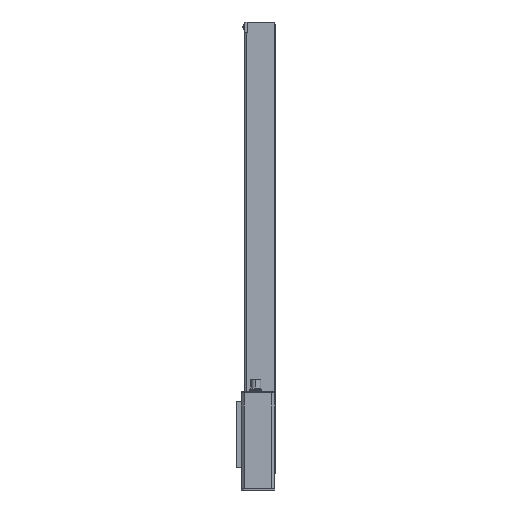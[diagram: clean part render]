
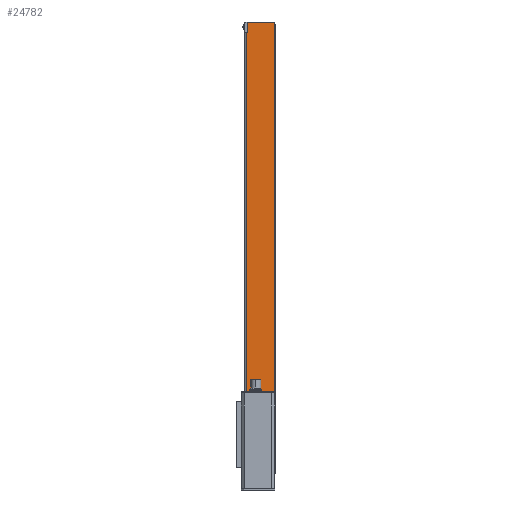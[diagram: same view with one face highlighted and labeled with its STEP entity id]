
A CAD part, left-side view. The second image highlights one B-rep face of the part: STEP entity #24782.
In plain terms, the highlighted planar face has unit normal (-1, 0, 0).
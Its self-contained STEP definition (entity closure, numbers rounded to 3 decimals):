
#512 = CARTESIAN_POINT ( 'NONE',  ( -51.27, -19., 564.2 ) ) ;
#1661 = EDGE_CURVE ( 'NONE', #23393, #21968, #4344, .T. ) ;
#1671 = VECTOR ( 'NONE', #25468, 1000. ) ;
#2882 = ORIENTED_EDGE ( 'NONE', *, *, #20980, .T. ) ;
#3115 = CARTESIAN_POINT ( 'NONE',  ( -51.27, -21., 562.2 ) ) ;
#3515 = FACE_OUTER_BOUND ( 'NONE', #9736, .T. ) ;
#3541 = ORIENTED_EDGE ( 'NONE', *, *, #6084, .F. ) ;
#3808 = CARTESIAN_POINT ( 'NONE',  ( -51.27, -21., 608.673 ) ) ;
#3978 = CARTESIAN_POINT ( 'NONE',  ( -51.27, -21., 12. ) ) ;
#4142 = VECTOR ( 'NONE', #5874, 1000. ) ;
#4344 = CIRCLE ( 'NONE', #12408, 2. ) ;
#5409 = VERTEX_POINT ( 'NONE', #16086 ) ;
#5874 = DIRECTION ( 'NONE',  ( 0., 1., 0. ) ) ;
#6084 = EDGE_CURVE ( 'NONE', #7989, #20468, #13204, .T. ) ;
#6598 = DIRECTION ( 'NONE',  ( 0., -1., 0. ) ) ;
#6795 = ORIENTED_EDGE ( 'NONE', *, *, #7888, .F. ) ;
#7009 = ORIENTED_EDGE ( 'NONE', *, *, #26434, .T. ) ;
#7014 = CARTESIAN_POINT ( 'NONE',  ( -51.27, -19., 562.2 ) ) ;
#7542 = VECTOR ( 'NONE', #6598, 1000. ) ;
#7888 = EDGE_CURVE ( 'NONE', #22307, #21968, #16758, .T. ) ;
#7989 = VERTEX_POINT ( 'NONE', #10130 ) ;
#8524 = DIRECTION ( 'NONE',  ( 0., 0., -1. ) ) ;
#8741 = EDGE_CURVE ( 'NONE', #7989, #5409, #20066, .T. ) ;
#9560 = CARTESIAN_POINT ( 'NONE',  ( -51.27, 13., 552. ) ) ;
#9736 = EDGE_LOOP ( 'NONE', ( #26594, #10661, #6795, #7009, #3541, #13345, #27607, #2882, #24061 ) ) ;
#9960 = CARTESIAN_POINT ( 'NONE',  ( -51.27, 14.125, 552. ) ) ;
#10130 = CARTESIAN_POINT ( 'NONE',  ( -51.27, 11., 564.2 ) ) ;
#10265 = CARTESIAN_POINT ( 'NONE',  ( -51.27, -19., 12. ) ) ;
#10661 = ORIENTED_EDGE ( 'NONE', *, *, #1661, .T. ) ;
#10748 = VERTEX_POINT ( 'NONE', #22820 ) ;
#11374 = DIRECTION ( 'NONE',  ( -1., 0., 0. ) ) ;
#12162 = VECTOR ( 'NONE', #22893, 1000. ) ;
#12177 = VECTOR ( 'NONE', #14763, 1000. ) ;
#12242 = DIRECTION ( 'NONE',  ( 0., 0., -1. ) ) ;
#12408 = AXIS2_PLACEMENT_3D ( 'NONE', #10265, #22803, #12242 ) ;
#12768 = EDGE_CURVE ( 'NONE', #10748, #23393, #16886, .T. ) ;
#12778 = LINE ( 'NONE', #14487, #12177 ) ;
#12928 = CARTESIAN_POINT ( 'NONE',  ( -51.27, 14.125, 10. ) ) ;
#13005 = CARTESIAN_POINT ( 'NONE',  ( -51.27, 11., 562.2 ) ) ;
#13204 = LINE ( 'NONE', #15183, #7542 ) ;
#13213 = DIRECTION ( 'NONE',  ( 0., 0., -1. ) ) ;
#13345 = ORIENTED_EDGE ( 'NONE', *, *, #8741, .T. ) ;
#14487 = CARTESIAN_POINT ( 'NONE',  ( -51.27, 14.125, 608.673 ) ) ;
#14763 = DIRECTION ( 'NONE',  ( 0., 0., -1. ) ) ;
#15183 = CARTESIAN_POINT ( 'NONE',  ( -51.27, 14.125, 564.2 ) ) ;
#15816 = PLANE ( 'NONE',  #16272 ) ;
#16086 = CARTESIAN_POINT ( 'NONE',  ( -51.27, 13., 562.2 ) ) ;
#16272 = AXIS2_PLACEMENT_3D ( 'NONE', #17511, #24391, #26501 ) ;
#16573 = CARTESIAN_POINT ( 'NONE',  ( -51.27, 14.125, 552. ) ) ;
#16758 = LINE ( 'NONE', #3808, #18447 ) ;
#16886 = LINE ( 'NONE', #12928, #1671 ) ;
#17462 = VERTEX_POINT ( 'NONE', #9560 ) ;
#17511 = CARTESIAN_POINT ( 'NONE',  ( -51.27, 14.125, 608.673 ) ) ;
#18298 = AXIS2_PLACEMENT_3D ( 'NONE', #13005, #27799, #8524 ) ;
#18447 = VECTOR ( 'NONE', #27723, 1000. ) ;
#19897 = EDGE_CURVE ( 'NONE', #5409, #17462, #23037, .T. ) ;
#20066 = CIRCLE ( 'NONE', #18298, 2. ) ;
#20468 = VERTEX_POINT ( 'NONE', #512 ) ;
#20980 = EDGE_CURVE ( 'NONE', #17462, #27747, #22622, .T. ) ;
#21743 = CIRCLE ( 'NONE', #23531, 2. ) ;
#21968 = VERTEX_POINT ( 'NONE', #3978 ) ;
#22307 = VERTEX_POINT ( 'NONE', #3115 ) ;
#22429 = EDGE_CURVE ( 'NONE', #27747, #10748, #12778, .T. ) ;
#22622 = LINE ( 'NONE', #16573, #4142 ) ;
#22803 = DIRECTION ( 'NONE',  ( -1., 0., 0. ) ) ;
#22820 = CARTESIAN_POINT ( 'NONE',  ( -51.27, 14.125, 10. ) ) ;
#22893 = DIRECTION ( 'NONE',  ( 0., 0., -1. ) ) ;
#23037 = LINE ( 'NONE', #27113, #12162 ) ;
#23393 = VERTEX_POINT ( 'NONE', #23509 ) ;
#23509 = CARTESIAN_POINT ( 'NONE',  ( -51.27, -19., 10. ) ) ;
#23531 = AXIS2_PLACEMENT_3D ( 'NONE', #7014, #11374, #13213 ) ;
#24061 = ORIENTED_EDGE ( 'NONE', *, *, #22429, .T. ) ;
#24391 = DIRECTION ( 'NONE',  ( 1., 0., 0. ) ) ;
#24782 = ADVANCED_FACE ( 'NONE', ( #3515 ), #15816, .F. ) ;
#25468 = DIRECTION ( 'NONE',  ( 0., -1., 0. ) ) ;
#26434 = EDGE_CURVE ( 'NONE', #22307, #20468, #21743, .T. ) ;
#26501 = DIRECTION ( 'NONE',  ( 0., 0., -1. ) ) ;
#26594 = ORIENTED_EDGE ( 'NONE', *, *, #12768, .T. ) ;
#27113 = CARTESIAN_POINT ( 'NONE',  ( -51.27, 13., 608.673 ) ) ;
#27607 = ORIENTED_EDGE ( 'NONE', *, *, #19897, .T. ) ;
#27723 = DIRECTION ( 'NONE',  ( 0., 0., -1. ) ) ;
#27747 = VERTEX_POINT ( 'NONE', #9960 ) ;
#27799 = DIRECTION ( 'NONE',  ( -1., 0., 0. ) ) ;
